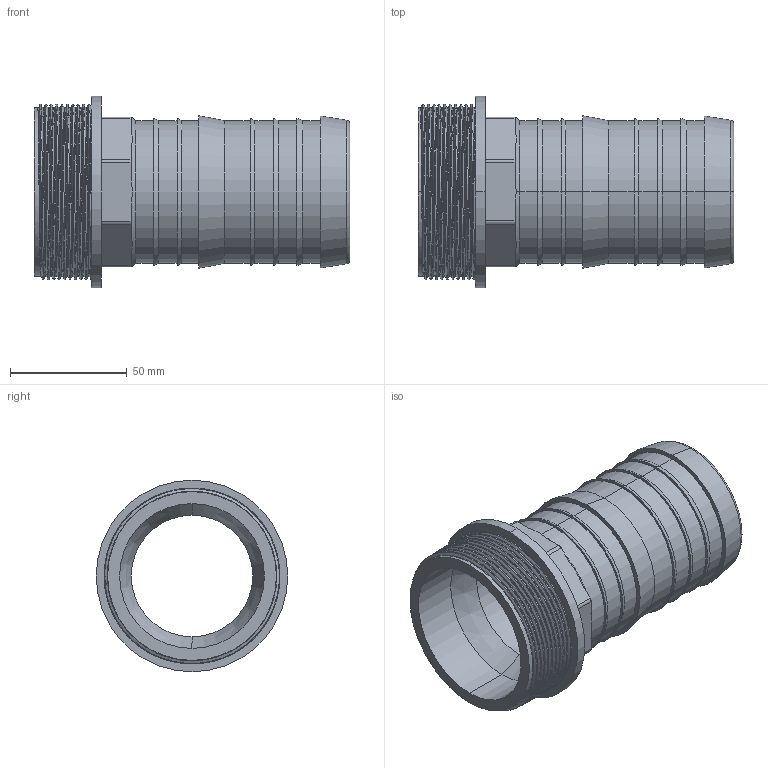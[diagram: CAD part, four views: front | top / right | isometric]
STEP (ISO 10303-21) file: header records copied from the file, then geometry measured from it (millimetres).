
FILE_DESCRIPTION (( 'STEP AP203' ), '1' );
FILE_NAME ('00130_1963.STEP', '2017-05-08T14:27:58', ( '' ), ( '' ), 'SwSTEP 2.0', 'SolidWorks 2011', '' );
FILE_SCHEMA (( 'CONFIG_CONTROL_DESIGN' ));
Length unit declared in the file: millimetre
Products named in the file (1): 00130_1963
Bounding box: 135.2 x 82 x 82 mm (x, y, z)
Volume: 140427.9 mm3; surface area: 61369.4 mm2
Topology: 1 solids, 1 shells, 105 faces, 258 edges, 164 vertices
Faces by surface type: cylinder 48, plane 27, cone 20, torus 5, bspline 5
Entity records: 7782 total; most frequent: CARTESIAN_POINT 5327, ORIENTED_EDGE 516, DIRECTION 490, EDGE_CURVE 258, AXIS2_PLACEMENT_3D 195, VERTEX_POINT 164, EDGE_LOOP 116, FACE_OUTER_BOUND 105
